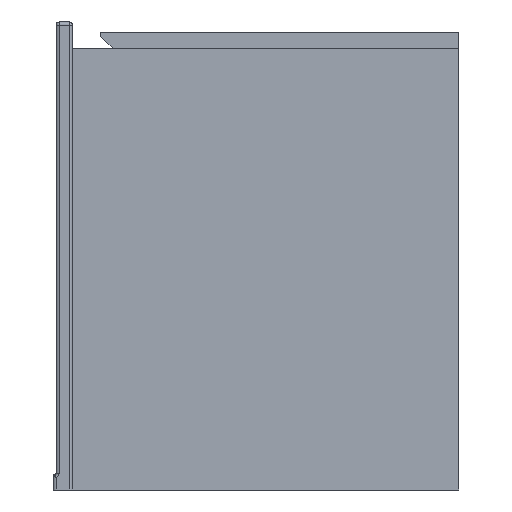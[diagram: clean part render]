
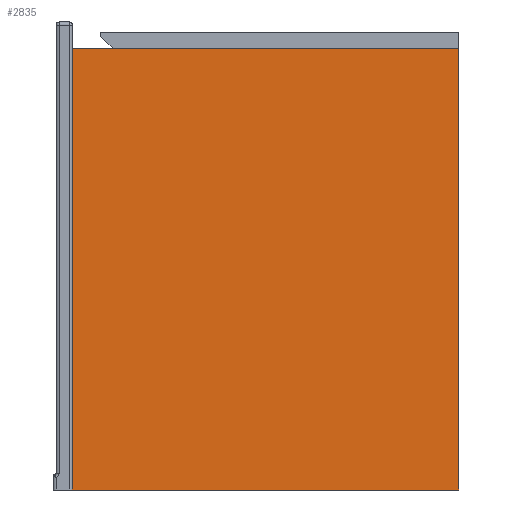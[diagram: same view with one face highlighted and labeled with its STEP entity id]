
A CAD part, left-side view. The second image highlights one B-rep face of the part: STEP entity #2835.
In plain terms, the highlighted planar face has unit normal (-1, 0, 0).
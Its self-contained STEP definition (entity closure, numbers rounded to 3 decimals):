
#36 = LINE ( 'NONE', #5346, #4796 ) ;
#40 = CARTESIAN_POINT ( 'NONE',  ( -744., 190., 434. ) ) ;
#180 = ORIENTED_EDGE ( 'NONE', *, *, #3675, .T. ) ;
#230 = AXIS2_PLACEMENT_3D ( 'NONE', #4631, #2055, #1645 ) ;
#347 = EDGE_CURVE ( 'NONE', #987, #3002, #1964, .T. ) ;
#362 = VERTEX_POINT ( 'NONE', #3860 ) ;
#427 = VECTOR ( 'NONE', #859, 1000. ) ;
#639 = DIRECTION ( 'NONE',  ( 0., 0., -1. ) ) ;
#859 = DIRECTION ( 'NONE',  ( 0., 1., 0. ) ) ;
#987 = VERTEX_POINT ( 'NONE', #2850 ) ;
#1189 = EDGE_CURVE ( 'NONE', #4308, #362, #2896, .T. ) ;
#1645 = DIRECTION ( 'NONE',  ( 0., 0., 1. ) ) ;
#1724 = CARTESIAN_POINT ( 'NONE',  ( -744., -190., 434. ) ) ;
#1744 = CARTESIAN_POINT ( 'NONE',  ( -744., -190., 0. ) ) ;
#1772 = VECTOR ( 'NONE', #3503, 1000. ) ;
#1822 = EDGE_CURVE ( 'NONE', #987, #4308, #2910, .T. ) ;
#1964 = LINE ( 'NONE', #40, #427 ) ;
#1987 = ORIENTED_EDGE ( 'NONE', *, *, #1189, .F. ) ;
#2055 = DIRECTION ( 'NONE',  ( -1., 0., 0. ) ) ;
#2257 = EDGE_LOOP ( 'NONE', ( #1987, #3079, #4142, #180 ) ) ;
#2546 = CARTESIAN_POINT ( 'NONE',  ( -744., 190., 434. ) ) ;
#2835 = ADVANCED_FACE ( 'NONE', ( #4250 ), #3756, .T. ) ;
#2850 = CARTESIAN_POINT ( 'NONE',  ( -744., -190., 434. ) ) ;
#2896 = LINE ( 'NONE', #3938, #4244 ) ;
#2910 = LINE ( 'NONE', #1724, #1772 ) ;
#3002 = VERTEX_POINT ( 'NONE', #2546 ) ;
#3079 = ORIENTED_EDGE ( 'NONE', *, *, #1822, .F. ) ;
#3503 = DIRECTION ( 'NONE',  ( 0., 0., -1. ) ) ;
#3675 = EDGE_CURVE ( 'NONE', #3002, #362, #36, .T. ) ;
#3756 = PLANE ( 'NONE',  #230 ) ;
#3860 = CARTESIAN_POINT ( 'NONE',  ( -744., 190., 0. ) ) ;
#3938 = CARTESIAN_POINT ( 'NONE',  ( -744., 190., 0. ) ) ;
#4142 = ORIENTED_EDGE ( 'NONE', *, *, #347, .T. ) ;
#4244 = VECTOR ( 'NONE', #4296, 1000. ) ;
#4250 = FACE_OUTER_BOUND ( 'NONE', #2257, .T. ) ;
#4296 = DIRECTION ( 'NONE',  ( 0., 1., 0. ) ) ;
#4308 = VERTEX_POINT ( 'NONE', #1744 ) ;
#4631 = CARTESIAN_POINT ( 'NONE',  ( -744., 190., 434. ) ) ;
#4796 = VECTOR ( 'NONE', #639, 1000. ) ;
#5346 = CARTESIAN_POINT ( 'NONE',  ( -744., 190., 434. ) ) ;
